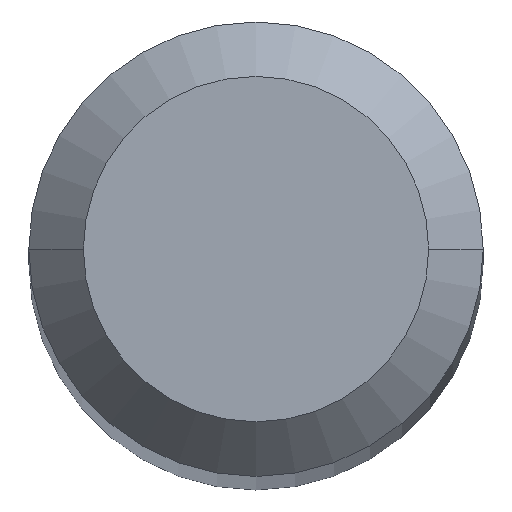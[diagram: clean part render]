
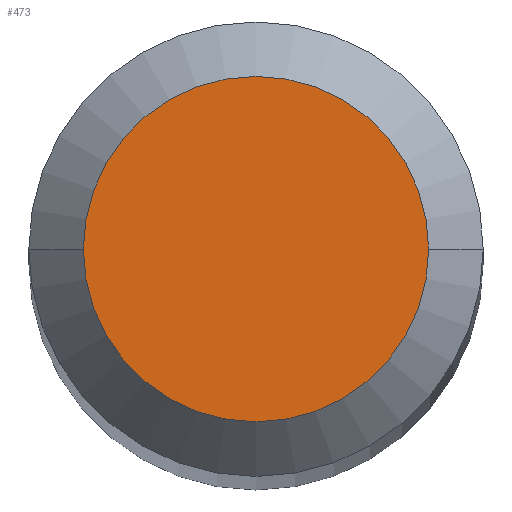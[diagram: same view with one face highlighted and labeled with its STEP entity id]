
A CAD part, top view. The second image highlights one B-rep face of the part: STEP entity #473.
In plain terms, the highlighted planar face has unit normal (0, 0, 1).
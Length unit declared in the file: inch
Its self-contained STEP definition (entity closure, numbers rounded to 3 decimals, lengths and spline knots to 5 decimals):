
#28 = AXIS2_PLACEMENT_3D ( 'NONE', #401, #409, #217 ) ;
#51 = PLANE ( 'NONE',  #504 ) ;
#89 = DIRECTION ( 'NONE',  ( 0., 0., -1. ) ) ;
#90 = CARTESIAN_POINT ( 'NONE',  ( -0.0475, 0., 0. ) ) ;
#94 = DIRECTION ( 'NONE',  ( 1., 0., 0. ) ) ;
#110 = EDGE_CURVE ( 'NONE', #163, #345, #364, .T. ) ;
#163 = VERTEX_POINT ( 'NONE', #90 ) ;
#187 = DIRECTION ( 'NONE',  ( 0., 0., 1. ) ) ;
#198 = DIRECTION ( 'NONE',  ( -1., 0., 0. ) ) ;
#208 = EDGE_CURVE ( 'NONE', #345, #163, #348, .T. ) ;
#217 = DIRECTION ( 'NONE',  ( 1., 0., 0. ) ) ;
#249 = CARTESIAN_POINT ( 'NONE',  ( 0.0475, 0., 0. ) ) ;
#277 = FACE_OUTER_BOUND ( 'NONE', #336, .T. ) ;
#336 = EDGE_LOOP ( 'NONE', ( #442, #396 ) ) ;
#345 = VERTEX_POINT ( 'NONE', #249 ) ;
#348 = CIRCLE ( 'NONE', #28, 0.0475 ) ;
#364 = CIRCLE ( 'NONE', #436, 0.0475 ) ;
#396 = ORIENTED_EDGE ( 'NONE', *, *, #208, .T. ) ;
#401 = CARTESIAN_POINT ( 'NONE',  ( 0., 0., 0. ) ) ;
#403 = CARTESIAN_POINT ( 'NONE',  ( 0., 0.0475, 0. ) ) ;
#408 = CARTESIAN_POINT ( 'NONE',  ( 0., 0., 0. ) ) ;
#409 = DIRECTION ( 'NONE',  ( 0., 0., 1. ) ) ;
#436 = AXIS2_PLACEMENT_3D ( 'NONE', #408, #187, #94 ) ;
#442 = ORIENTED_EDGE ( 'NONE', *, *, #110, .T. ) ;
#473 = ADVANCED_FACE ( 'NONE', ( #277 ), #51, .F. ) ;
#504 = AXIS2_PLACEMENT_3D ( 'NONE', #403, #89, #198 ) ;
